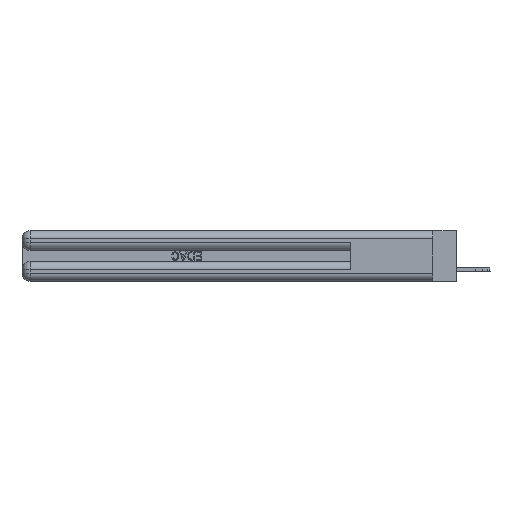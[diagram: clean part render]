
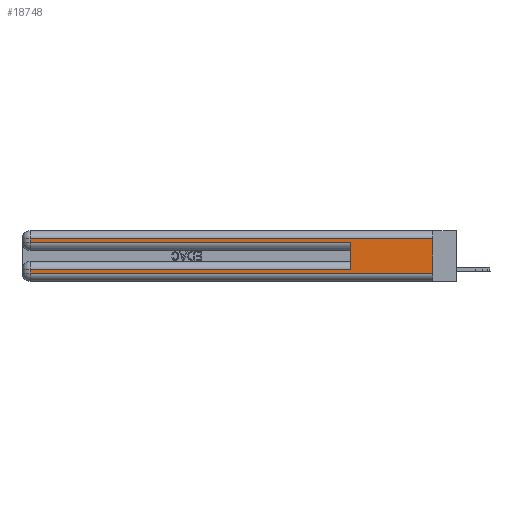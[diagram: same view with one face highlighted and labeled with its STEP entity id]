
A CAD part, left-side view. The second image highlights one B-rep face of the part: STEP entity #18748.
In plain terms, the highlighted planar face has unit normal (-1, 0, 0).
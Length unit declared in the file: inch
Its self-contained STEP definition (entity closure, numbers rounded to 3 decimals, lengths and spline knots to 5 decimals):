
#712 = CARTESIAN_POINT ( 'NONE',  ( 0., 0., 0.31 ) ) ;
#1519 = EDGE_CURVE ( 'NONE', #37434, #6830, #9004, .T. ) ;
#3038 = DIRECTION ( 'NONE',  ( 0., 0., -1. ) ) ;
#5581 = VECTOR ( 'NONE', #34853, 39.37008 ) ;
#6246 = EDGE_CURVE ( 'NONE', #35725, #6456, #16827, .T. ) ;
#6259 = CARTESIAN_POINT ( 'NONE',  ( 0., 2.94, 0.085 ) ) ;
#6456 = VERTEX_POINT ( 'NONE', #25021 ) ;
#6830 = VERTEX_POINT ( 'NONE', #25040 ) ;
#9004 = LINE ( 'NONE', #34494, #11294 ) ;
#9346 = DIRECTION ( 'NONE',  ( 0., 1., 0. ) ) ;
#10069 = ORIENTED_EDGE ( 'NONE', *, *, #6246, .T. ) ;
#10975 = VECTOR ( 'NONE', #27119, 39.37008 ) ;
#11149 = CARTESIAN_POINT ( 'NONE',  ( 0., 2.94, 0.37 ) ) ;
#11163 = LINE ( 'NONE', #12503, #14746 ) ;
#11232 = EDGE_CURVE ( 'NONE', #26284, #21836, #28331, .T. ) ;
#11294 = VECTOR ( 'NONE', #25935, 39.37008 ) ;
#12436 = FACE_OUTER_BOUND ( 'NONE', #24887, .T. ) ;
#12503 = CARTESIAN_POINT ( 'NONE',  ( 0., 0.6, 0.145 ) ) ;
#13651 = EDGE_CURVE ( 'NONE', #6830, #24508, #19188, .T. ) ;
#14388 = VECTOR ( 'NONE', #25983, 39.37008 ) ;
#14565 = ORIENTED_EDGE ( 'NONE', *, *, #11232, .F. ) ;
#14746 = VECTOR ( 'NONE', #30259, 39.37008 ) ;
#16373 = VECTOR ( 'NONE', #16717, 39.37008 ) ;
#16717 = DIRECTION ( 'NONE',  ( 0., 0., -1. ) ) ;
#16827 = LINE ( 'NONE', #11149, #16373 ) ;
#17463 = DIRECTION ( 'NONE',  ( 1., 0., 0. ) ) ;
#17594 = AXIS2_PLACEMENT_3D ( 'NONE', #34727, #17463, #3038 ) ;
#18748 = ADVANCED_FACE ( 'NONE', ( #12436 ), #31798, .F. ) ;
#19103 = DIRECTION ( 'NONE',  ( 0., 0., -1. ) ) ;
#19141 = ORIENTED_EDGE ( 'NONE', *, *, #25606, .T. ) ;
#19188 = LINE ( 'NONE', #31930, #5581 ) ;
#20369 = EDGE_CURVE ( 'NONE', #27389, #24508, #11163, .T. ) ;
#21541 = VECTOR ( 'NONE', #9346, 39.37008 ) ;
#21836 = VERTEX_POINT ( 'NONE', #33459 ) ;
#22206 = ORIENTED_EDGE ( 'NONE', *, *, #20369, .F. ) ;
#22669 = ORIENTED_EDGE ( 'NONE', *, *, #26398, .T. ) ;
#22907 = CARTESIAN_POINT ( 'NONE',  ( 0., 0.6, 0.085 ) ) ;
#24508 = VERTEX_POINT ( 'NONE', #28141 ) ;
#24887 = EDGE_LOOP ( 'NONE', ( #14565, #22669, #29767, #27682, #22206, #19141, #10069, #35305 ) ) ;
#25021 = CARTESIAN_POINT ( 'NONE',  ( 0., 2.94, 0.06 ) ) ;
#25040 = CARTESIAN_POINT ( 'NONE',  ( 0., 2.94, 0.285 ) ) ;
#25606 = EDGE_CURVE ( 'NONE', #27389, #35725, #33258, .T. ) ;
#25642 = VECTOR ( 'NONE', #19103, 39.37008 ) ;
#25935 = DIRECTION ( 'NONE',  ( 0., 0., -1. ) ) ;
#25983 = DIRECTION ( 'NONE',  ( 0., -1., 0. ) ) ;
#26284 = VERTEX_POINT ( 'NONE', #712 ) ;
#26398 = EDGE_CURVE ( 'NONE', #26284, #37434, #37253, .T. ) ;
#26569 = LINE ( 'NONE', #35007, #14388 ) ;
#27119 = DIRECTION ( 'NONE',  ( 0., 1., 0. ) ) ;
#27389 = VERTEX_POINT ( 'NONE', #22907 ) ;
#27682 = ORIENTED_EDGE ( 'NONE', *, *, #13651, .T. ) ;
#28141 = CARTESIAN_POINT ( 'NONE',  ( 0., 0.6, 0.285 ) ) ;
#28148 = CARTESIAN_POINT ( 'NONE',  ( 0., 2.94, 0.31 ) ) ;
#28331 = LINE ( 'NONE', #34065, #25642 ) ;
#29767 = ORIENTED_EDGE ( 'NONE', *, *, #1519, .T. ) ;
#30259 = DIRECTION ( 'NONE',  ( 0., 0., 1. ) ) ;
#31798 = PLANE ( 'NONE',  #17594 ) ;
#31930 = CARTESIAN_POINT ( 'NONE',  ( 0., 0., 0.285 ) ) ;
#32150 = CARTESIAN_POINT ( 'NONE',  ( 0., 0., 0.085 ) ) ;
#33258 = LINE ( 'NONE', #32150, #21541 ) ;
#33459 = CARTESIAN_POINT ( 'NONE',  ( 0., 0., 0.06 ) ) ;
#34065 = CARTESIAN_POINT ( 'NONE',  ( 0., 0., 0.37 ) ) ;
#34494 = CARTESIAN_POINT ( 'NONE',  ( 0., 2.94, 0.37 ) ) ;
#34727 = CARTESIAN_POINT ( 'NONE',  ( 0., 0., 0.37 ) ) ;
#34853 = DIRECTION ( 'NONE',  ( 0., -1., 0. ) ) ;
#35007 = CARTESIAN_POINT ( 'NONE',  ( 0., 0., 0.06 ) ) ;
#35305 = ORIENTED_EDGE ( 'NONE', *, *, #36227, .T. ) ;
#35725 = VERTEX_POINT ( 'NONE', #6259 ) ;
#35979 = CARTESIAN_POINT ( 'NONE',  ( 0., 0., 0.31 ) ) ;
#36227 = EDGE_CURVE ( 'NONE', #6456, #21836, #26569, .T. ) ;
#37253 = LINE ( 'NONE', #35979, #10975 ) ;
#37434 = VERTEX_POINT ( 'NONE', #28148 ) ;
